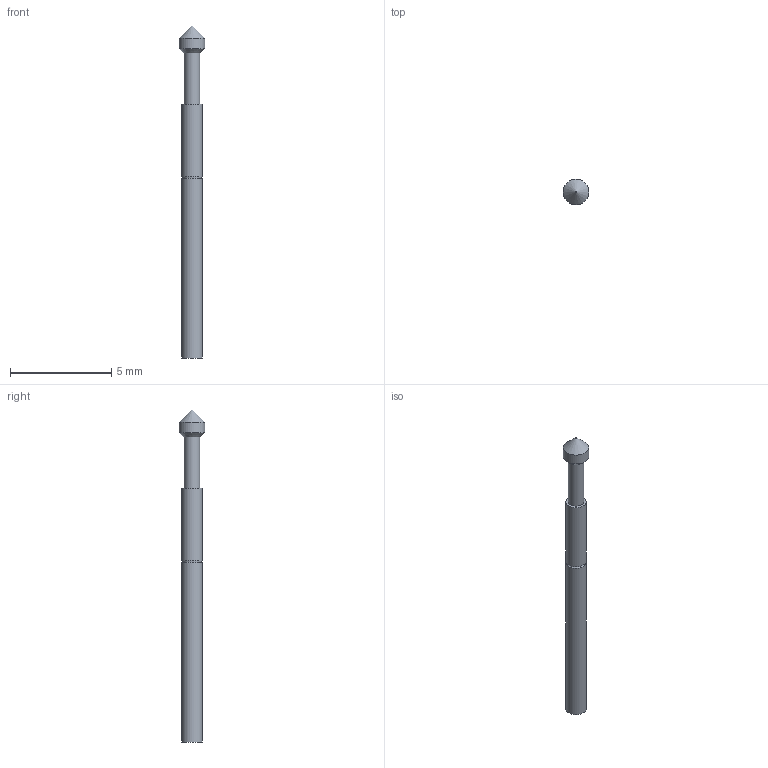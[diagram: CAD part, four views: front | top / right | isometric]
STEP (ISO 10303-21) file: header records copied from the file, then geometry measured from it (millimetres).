
FILE_DESCRIPTION(/* description */ (''),/* implementation_level */ '2;1');
FILE_NAME(/* name */ 'PogoPin 50x650mil.step',/* time_stamp */ '2020-10-06T16:17:37+02:00',/* author */ (''),/* organization */ (''),/* preprocessor_version */ 'ST-DEVELOPER v18.1',/* originating_system */ 'Autodesk Translation Framework v9.3.0.1241',/* authorisation */ '');
FILE_SCHEMA (('AUTOMOTIVE_DESIGN { 1 0 10303 214 3 1 1 }'));
Length unit declared in the file: millimetre
Products named in the file (1): PogoPin 50x650mil
Bounding box: 1.27 x 1.27 x 16.36 mm (x, y, z)
Volume: 12.4 mm3; surface area: 53.2 mm2
Topology: 2 solids, 2 shells, 12 faces, 19 edges, 12 vertices
Faces by surface type: plane 5, cylinder 4, cone 2, torus 1
Full cylindrical faces by diameter (mm): 0.762 x1, 1.016 x2, 1.27 x1
Entity records: 326 total; most frequent: DIRECTION 58, CARTESIAN_POINT 44, ORIENTED_EDGE 38, AXIS2_PLACEMENT_3D 26, EDGE_CURVE 19, EDGE_LOOP 13, CIRCLE 13, FACE_OUTER_BOUND 12
